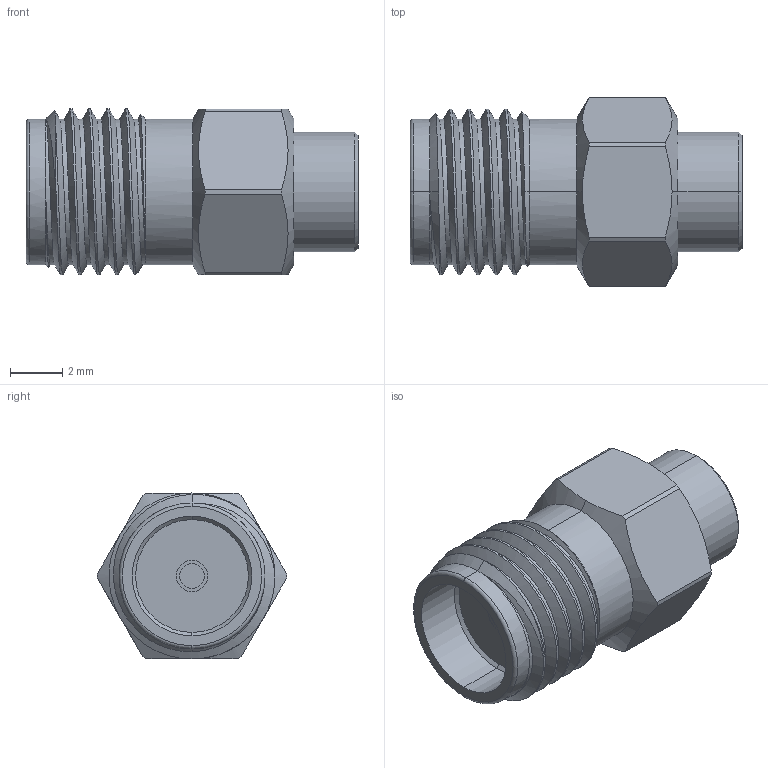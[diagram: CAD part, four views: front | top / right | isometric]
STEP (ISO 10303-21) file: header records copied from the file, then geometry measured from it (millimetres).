
FILE_DESCRIPTION (( 'STEP AP203' ), '1' );
FILE_NAME ('FMCN1907_3D.STEP', '2022-06-07T14:34:11', ( '' ), ( '' ), 'SwSTEP 2.0', 'SolidWorks 2021', '' );
FILE_SCHEMA (( 'CONFIG_CONTROL_DESIGN' ));
Length unit declared in the file: inch
Products named in the file (1): FMCN1907_3D
Bounding box: 12.7 x 7.23 x 6.35 mm (x, y, z)
Volume: 274.5 mm3; surface area: 404.9 mm2
Topology: 1 solids, 1 shells, 62 faces, 150 edges, 95 vertices
Faces by surface type: cylinder 30, cone 14, plane 13, bspline 3, torus 2
Entity records: 3011 total; most frequent: CARTESIAN_POINT 1578, ORIENTED_EDGE 300, DIRECTION 265, EDGE_CURVE 150, AXIS2_PLACEMENT_3D 109, VERTEX_POINT 95, EDGE_LOOP 67, FACE_OUTER_BOUND 62
